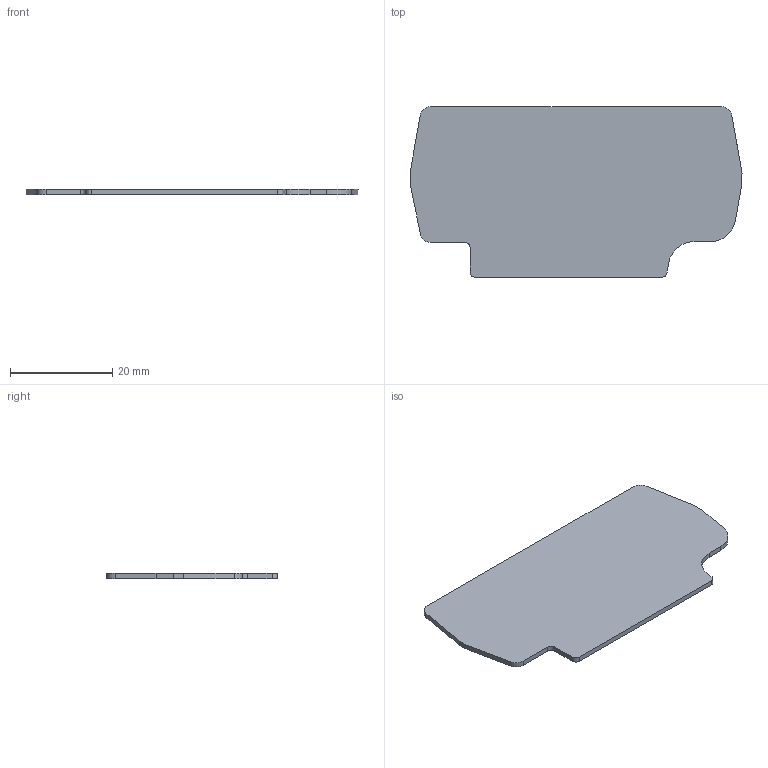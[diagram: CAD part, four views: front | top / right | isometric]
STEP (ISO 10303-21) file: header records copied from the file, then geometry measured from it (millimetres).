
FILE_DESCRIPTION (( 'STEP AP214' ), '1' );
FILE_NAME ('446610_NPP-PYK 2,5E_Beige.STP', '2013-11-15T11:02:19', ( 'arge' ), ( 'Microsoft' ), 'SwSTEP 2.0', 'SolidWorks 2013', '' );
FILE_SCHEMA (( 'AUTOMOTIVE_DESIGN' ));
Length unit declared in the file: millimetre
Products named in the file (1): 446610_NPP-PYK 2,5E_Beige
Bounding box: 64.85 x 33.31 x 1 mm (x, y, z)
Volume: 1925.2 mm3; surface area: 4031.8 mm2
Topology: 1 solids, 1 shells, 27 faces, 77 edges, 52 vertices
Faces by surface type: plane 18, cylinder 9
Entity records: 1216 total; most frequent: CARTESIAN_POINT 157, ORIENTED_EDGE 154, DIRECTION 151, EDGE_CURVE 77, LINE 59, VECTOR 59, VERTEX_POINT 52, AXIS2_PLACEMENT_3D 46
